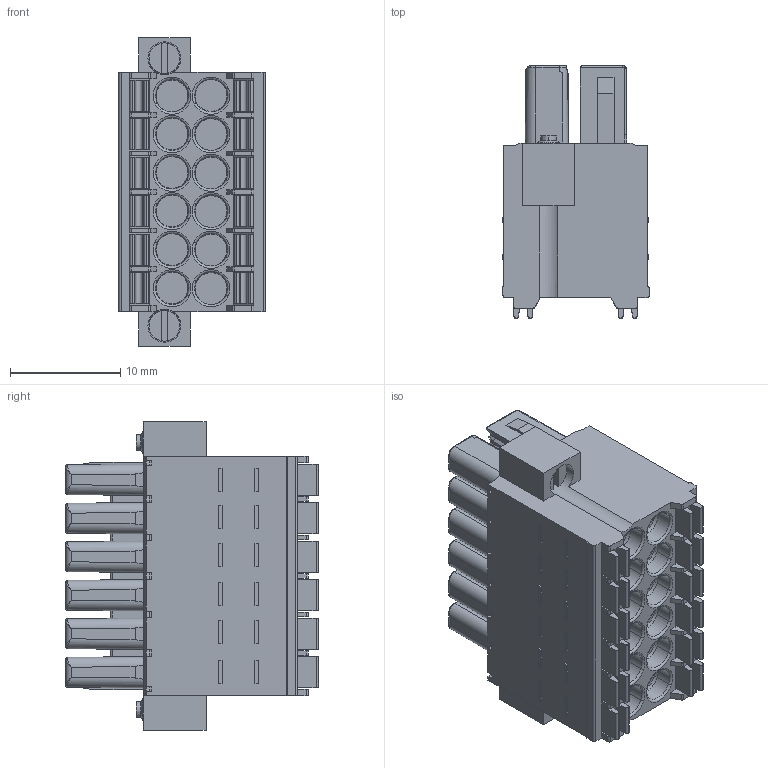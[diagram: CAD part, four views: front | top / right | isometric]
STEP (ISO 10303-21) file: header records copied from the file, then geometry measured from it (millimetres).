
FILE_DESCRIPTION((''),'2;1');
FILE_NAME('TLPSDW-010-1','2024-09-25T15:49:35',('sheji109'),(''),'CREO PARAMETRIC BY PTC INC, 2018100','CREO PARAMETRIC BY PTC INC, 2018100','');
FILE_SCHEMA(('CONFIG_CONTROL_DESIGN'));
Length unit declared in the file: millimetre
Products named in the file (1): TLPSDW-010-1
Bounding box: 13.31 x 22.95 x 28 mm (x, y, z)
Volume: 4898.1 mm3; surface area: 3665.9 mm2
Topology: 1 solids, 1 shells, 1269 faces, 3387 edges, 2186 vertices
Faces by surface type: plane 730, cylinder 319, bspline 118, cone 52, torus 50
Entity records: 44964 total; most frequent: CARTESIAN_POINT 14635, ORIENTED_EDGE 6774, DIRECTION 5541, EDGE_CURVE 3387, VERTEX_POINT 2186, VECTOR 2175, LINE 2175, AXIS2_PLACEMENT_3D 1683
